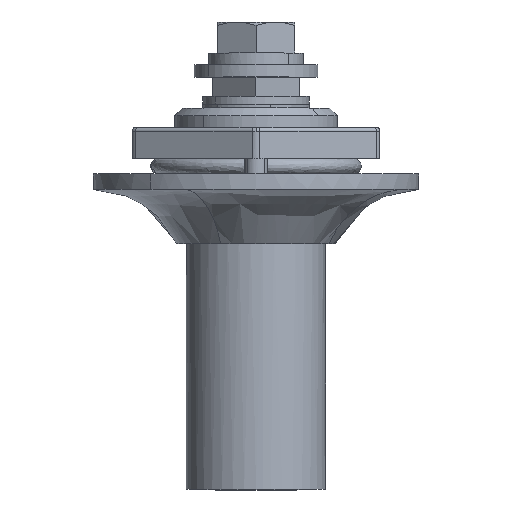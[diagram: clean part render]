
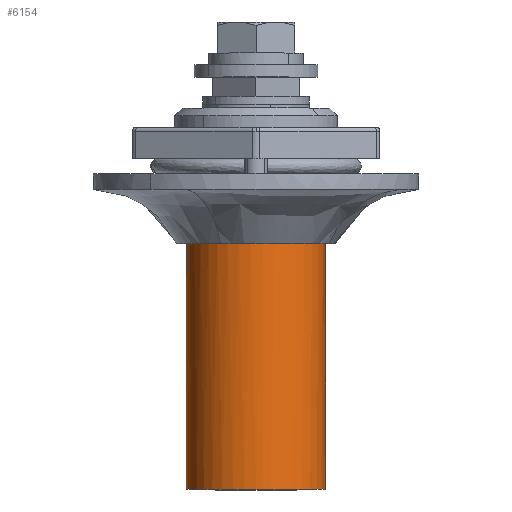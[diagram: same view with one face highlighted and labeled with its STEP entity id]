
A CAD part, top view. The second image highlights one B-rep face of the part: STEP entity #6154.
In plain terms, the highlighted free-form (B-spline) face has degree [1, 2] with [2, 5] control points.
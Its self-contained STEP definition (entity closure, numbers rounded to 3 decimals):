
#5650=CARTESIAN_POINT('',(-31.7,9.,0.));
#5651=VERTEX_POINT('',#5650);
#5657=CARTESIAN_POINT('',(2.3,9.,0.));
#5658=VERTEX_POINT('',#5657);
#5659=CARTESIAN_POINT('',(2.3,9.,0.));
#5660=CARTESIAN_POINT('',(-31.7,9.,0.));
#5661=QUASI_UNIFORM_CURVE('',1,(#5659,#5660),.UNSPECIFIED.,.F.,.U.);
#5662=EDGE_CURVE('',#5658,#5651,#5661,.T.);
#5686=CARTESIAN_POINT('',(4.3,-8.616,2.6));
#5687=VERTEX_POINT('',#5686);
#5694=CARTESIAN_POINT('',(2.3,-8.616,2.6));
#5695=VERTEX_POINT('',#5694);
#5701=CARTESIAN_POINT('',(2.3,-8.616,2.6));
#5702=CARTESIAN_POINT('',(4.3,-8.616,2.6));
#5703=QUASI_UNIFORM_CURVE('',1,(#5701,#5702),.UNSPECIFIED.,.F.,.U.);
#5704=EDGE_CURVE('',#5695,#5687,#5703,.T.);
#5909=CARTESIAN_POINT('',(2.3,-8.616,2.6));
#5910=CARTESIAN_POINT('',(2.3,-8.404,3.303));
#5911=CARTESIAN_POINT('',(2.3,-7.847,4.565));
#5912=CARTESIAN_POINT('',(2.3,-6.518,6.337));
#5913=CARTESIAN_POINT('',(2.3,-4.975,7.591));
#5914=CARTESIAN_POINT('',(2.3,-3.414,8.364));
#5915=CARTESIAN_POINT('',(2.3,-2.044,8.803));
#5916=CARTESIAN_POINT('',(2.3,-0.454,9.049));
#5917=CARTESIAN_POINT('',(2.3,1.257,8.97));
#5918=CARTESIAN_POINT('',(2.3,3.079,8.522));
#5919=CARTESIAN_POINT('',(2.3,4.568,7.818));
#5920=CARTESIAN_POINT('',(2.3,6.081,6.713));
#5921=CARTESIAN_POINT('',(2.3,7.291,5.404));
#5922=CARTESIAN_POINT('',(2.3,8.262,3.718));
#5923=CARTESIAN_POINT('',(2.3,8.858,1.936));
#5924=CARTESIAN_POINT('',(2.3,9.,0.668));
#5925=CARTESIAN_POINT('',(2.3,9.,0.));
#5926=B_SPLINE_CURVE_WITH_KNOTS('',3,(#5909,#5910,#5911,#5912,#5913,#5914,#5915,#5916,#5917,#5918,#5919,#5920,#5921,#5922,#5923,#5924,#5925),.UNSPECIFIED.,.F.,.U.,(4,1,1,1,1,1,1,1,1,1,1,1,1,1,4),(0.,2.203,4.106,6.61,8.112,9.313,10.916,12.918,14.421,16.524,17.826,20.029,21.831,23.634,25.637),.UNSPECIFIED.);
#5927=EDGE_CURVE('',#5695,#5658,#5926,.T.);
#5962=CARTESIAN_POINT('',(4.3,-9.,0.));
#5963=VERTEX_POINT('',#5962);
#5964=CARTESIAN_POINT('',(4.3,-8.616,2.6));
#5965=CARTESIAN_POINT('',(4.3,-8.87,1.758));
#5966=CARTESIAN_POINT('',(4.3,-9.,0.879));
#5967=CARTESIAN_POINT('',(4.3,-9.,0.));
#5968=B_SPLINE_CURVE_WITH_KNOTS('',3,(#5964,#5965,#5966,#5967),.UNSPECIFIED.,.F.,.U.,(4,4),(0.,2.638),.UNSPECIFIED.);
#5969=EDGE_CURVE('',#5687,#5963,#5968,.T.);
#6094=CARTESIAN_POINT('',(5.2,8.997,-0.236));
#6095=CARTESIAN_POINT('',(-32.623,8.997,-0.236));
#6096=CARTESIAN_POINT('',(5.2,9.245,9.245));
#6097=CARTESIAN_POINT('',(-32.623,9.245,9.245));
#6098=CARTESIAN_POINT('',(5.2,-0.236,8.997));
#6099=CARTESIAN_POINT('',(-32.623,-0.236,8.997));
#6100=CARTESIAN_POINT('',(5.2,-9.716,8.749));
#6101=CARTESIAN_POINT('',(-32.623,-9.716,8.749));
#6102=CARTESIAN_POINT('',(5.2,-8.972,-0.706));
#6103=CARTESIAN_POINT('',(-32.623,-8.972,-0.706));
#6111=(BOUNDED_SURFACE()B_SPLINE_SURFACE(1,2,((#6094,#6096,#6098,#6100,#6102),(#6095,#6097,#6099,#6101,#6103)),.UNSPECIFIED.,.F.,.F.,.U.)B_SPLINE_SURFACE_WITH_KNOTS((2,2),(3,2,3),(0.0,37.823),(0.0,15.467,30.934),.UNSPECIFIED.)GEOMETRIC_REPRESENTATION_ITEM()RATIONAL_B_SPLINE_SURFACE(((1.0,0.688,1.0,0.688,1.0),(1.0,0.688,1.0,0.688,1.0)))REPRESENTATION_ITEM('')SURFACE());
#6112=CARTESIAN_POINT('',(-31.7,-9.,0.));
#6113=VERTEX_POINT('',#6112);
#6114=CARTESIAN_POINT('',(4.3,-9.,0.));
#6115=CARTESIAN_POINT('',(-31.7,-9.,0.));
#6116=QUASI_UNIFORM_CURVE('',1,(#6114,#6115),.UNSPECIFIED.,.F.,.U.);
#6117=EDGE_CURVE('',#5963,#6113,#6116,.T.);
#6118=ORIENTED_EDGE('',*,*,#6117,.F.);
#6119=ORIENTED_EDGE('',*,*,#5969,.F.);
#6120=ORIENTED_EDGE('',*,*,#5704,.F.);
#6121=ORIENTED_EDGE('',*,*,#5927,.T.);
#6122=ORIENTED_EDGE('',*,*,#5662,.T.);
#6123=CARTESIAN_POINT('',(-31.7,0.,9.));
#6124=VERTEX_POINT('',#6123);
#6125=CARTESIAN_POINT('',(-31.7,0.,9.));
#6126=CARTESIAN_POINT('',(-31.7,0.81,9.));
#6127=CARTESIAN_POINT('',(-31.7,2.282,8.8));
#6128=CARTESIAN_POINT('',(-31.7,4.312,7.988));
#6129=CARTESIAN_POINT('',(-31.7,5.894,6.888));
#6130=CARTESIAN_POINT('',(-31.7,7.237,5.461));
#6131=CARTESIAN_POINT('',(-31.7,8.276,3.75));
#6132=CARTESIAN_POINT('',(-31.7,8.881,1.841));
#6133=CARTESIAN_POINT('',(-31.7,9.,0.552));
#6134=CARTESIAN_POINT('',(-31.7,9.,0.));
#6135=B_SPLINE_CURVE_WITH_KNOTS('',3,(#6125,#6126,#6127,#6128,#6129,#6130,#6131,#6132,#6133,#6134),.UNSPECIFIED.,.F.,.U.,(4,1,1,1,1,1,1,4),(0.,2.43,4.418,6.516,8.173,10.272,12.481,14.137),.UNSPECIFIED.);
#6136=EDGE_CURVE('',#6124,#5651,#6135,.T.);
#6137=ORIENTED_EDGE('',*,*,#6136,.F.);
#6138=CARTESIAN_POINT('',(-31.7,-9.,0.));
#6139=CARTESIAN_POINT('',(-31.7,-9.,0.699));
#6140=CARTESIAN_POINT('',(-31.7,-8.858,1.914));
#6141=CARTESIAN_POINT('',(-31.7,-8.278,3.669));
#6142=CARTESIAN_POINT('',(-31.7,-7.43,5.188));
#6143=CARTESIAN_POINT('',(-31.7,-6.222,6.588));
#6144=CARTESIAN_POINT('',(-31.7,-4.961,7.56));
#6145=CARTESIAN_POINT('',(-31.7,-3.562,8.307));
#6146=CARTESIAN_POINT('',(-31.7,-1.988,8.849));
#6147=CARTESIAN_POINT('',(-31.7,-0.7,9.));
#6148=CARTESIAN_POINT('',(-31.7,0.,9.));
#6149=B_SPLINE_CURVE_WITH_KNOTS('',3,(#6138,#6139,#6140,#6141,#6142,#6143,#6144,#6145,#6146,#6147,#6148),.UNSPECIFIED.,.F.,.U.,(4,1,1,1,1,1,1,1,4),(0.,2.098,3.645,5.522,7.289,9.167,10.272,12.039,14.137),.UNSPECIFIED.);
#6150=EDGE_CURVE('',#6113,#6124,#6149,.T.);
#6151=ORIENTED_EDGE('',*,*,#6150,.F.);
#6152=EDGE_LOOP('',(#6118,#6119,#6120,#6121,#6122,#6137,#6151));
#6153=FACE_OUTER_BOUND('',#6152,.T.);
#6154=ADVANCED_FACE('',(#6153),#6111,.T.);
